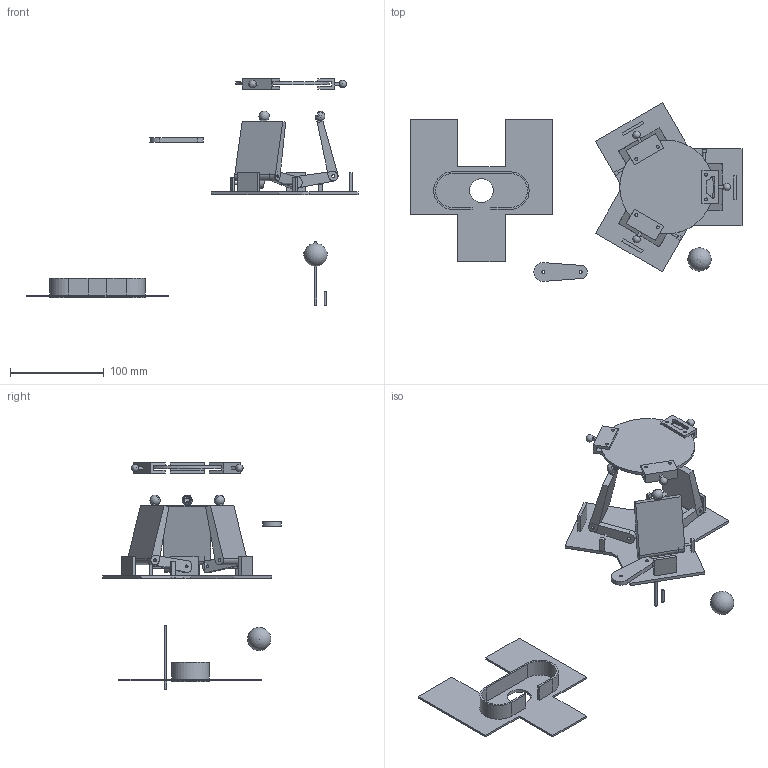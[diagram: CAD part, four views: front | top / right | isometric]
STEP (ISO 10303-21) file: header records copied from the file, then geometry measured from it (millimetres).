
FILE_DESCRIPTION(/* description */ ('STEP AP242','CAx-IF Rec.Pracs.---Representation and Presentation of Product Manufacturing Information (PMI)---4.0---2014-10-13','CAx-IF Rec.Pracs.---3D Tessellated Geometry---0.4---2014-09-14','2;1'),/* implementation_level */ '2;1');
FILE_NAME(/* name */ '6874e94a75c53e24eb739cc6',/* time_stamp */ '2025-07-14T11:26:03Z',/* author */ (''),/* organization */ (''),/* preprocessor_version */ 'ST-DEVELOPER v20',/* originating_system */ 'ONSHAPE BY PTC INC, 1.200',/* authorisation */ ' ');
FILE_SCHEMA (('AP242_MANAGED_MODEL_BASED_3D_ENGINEERING_MIM_LF { 1 0 10303 442 1 1 4 }'));
Length unit declared in the file: metre
Products named in the file (25): Real_assembly; Part 4; Part 15; Part 14; Part 2; arm_2pad; Part 19; Part 11; Part 16; Part 3; Part 9; Part 5; Part 7; Part 12; Part 10; Part 17; Part 1; Part 18; Part 8; Part 6; Part 13
Assembly tree (24 placements, depth 2):
  Real_assembly
    Part 4
    Part 15
    Part 14
    Part 2
    arm_2pad
    Part 19
    Part 11
    Part 16
    Part 3
    Part 2
    Part 9
    Part 5
    Part 7
    Part 12
    Part 10
    Part 17
    Part 3
    Part 1
    Part 18
    Part 8
    Part 6
    Part 13
    Part 1
    Part 1
Bounding box: 354.34 x 190.78 x 241.37 mm (x, y, z)
Volume: 258214.4 mm3; surface area: 151962.1 mm2
Topology: 24 solids, 24 shells, 404 faces, 1032 edges, 684 vertices
Faces by surface type: plane 289, cylinder 97, bspline 11, sphere 7
Full cylindrical faces by diameter (mm): 2.54 x5, 3 x1, 3.175 x29, 12.7 x1, 25.4 x1, 100 x1
Entity records: 12880 total; most frequent: CARTESIAN_POINT 2452, DIRECTION 2032, ORIENTED_EDGE 1928, EDGE_CURVE 964, LINE 684, VECTOR 684, AXIS2_PLACEMENT_3D 674, VERTEX_POINT 670
